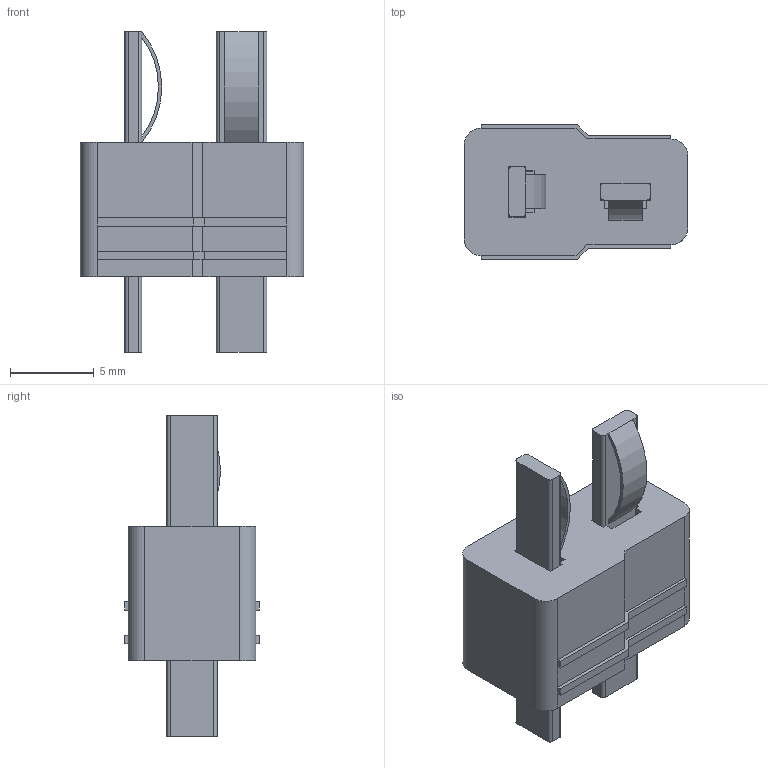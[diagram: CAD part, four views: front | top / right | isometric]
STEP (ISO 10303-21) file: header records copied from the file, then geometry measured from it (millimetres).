
FILE_DESCRIPTION (( 'STEP AP214' ), '1' );
FILE_NAME ('CONN-TH_AM-1015B-M_3D.step', '2023-05-05T19:17:01', ( 'Windows User' ), ( 'P R C' ), 'SwSTEP 2.0', 'SolidWorks 2020', '' );
FILE_SCHEMA (( 'AUTOMOTIVE_DESIGN' ));
Length unit declared in the file: millimetre
Products named in the file (1): CONN-TH_AM-1015B-M_3D
Bounding box: 13.3 x 8 x 19.1 mm (x, y, z)
Volume: 760.3 mm3; surface area: 1019.5 mm2
Topology: 3 solids, 3 shells, 163 faces, 436 edges, 284 vertices
Faces by surface type: plane 129, cylinder 20, bspline 14
Entity records: 6308 total; most frequent: CARTESIAN_POINT 1682, ORIENTED_EDGE 872, DIRECTION 748, EDGE_CURVE 436, VECTOR 368, LINE 368, VERTEX_POINT 284, AXIS2_PLACEMENT_3D 190
